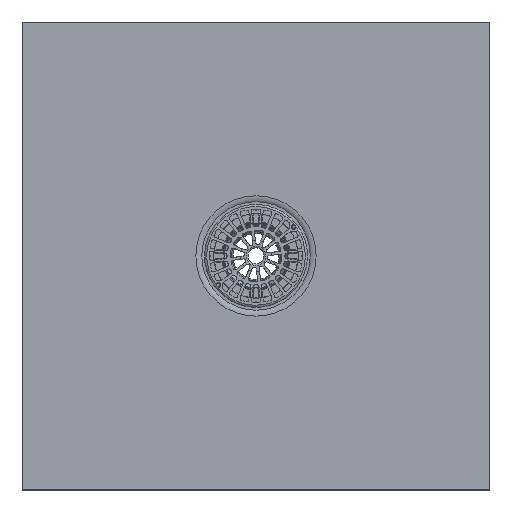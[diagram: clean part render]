
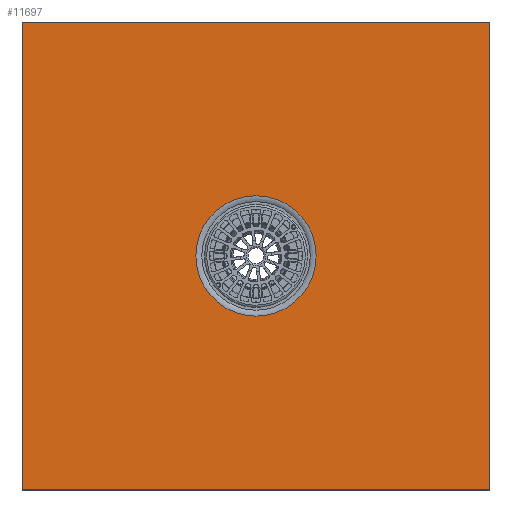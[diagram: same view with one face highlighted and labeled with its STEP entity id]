
A CAD part, top view. The second image highlights one B-rep face of the part: STEP entity #11697.
In plain terms, the highlighted planar face has unit normal (0, 0, 1).
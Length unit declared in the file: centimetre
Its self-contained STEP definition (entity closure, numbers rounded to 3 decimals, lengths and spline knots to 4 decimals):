
#432=FACE_BOUND('',#3296,.T.);
#553=PLANE('',#12790);
#919=LINE('',#20031,#1561);
#923=LINE('',#20038,#1565);
#926=LINE('',#20044,#1568);
#927=LINE('',#20046,#1569);
#1561=VECTOR('',#15137,1.);
#1565=VECTOR('',#15143,1.);
#1568=VECTOR('',#15148,1.);
#1569=VECTOR('',#15151,1.);
#2595=FACE_OUTER_BOUND('',#3295,.T.);
#3295=EDGE_LOOP('',(#8984,#8985,#8986,#8987));
#3296=EDGE_LOOP('',(#8988));
#4188=CIRCLE('',#12760,64.3137);
#5061=VERTEX_POINT('',#19982);
#5076=VERTEX_POINT('',#20028);
#5077=VERTEX_POINT('',#20030);
#5079=VERTEX_POINT('',#20036);
#5081=VERTEX_POINT('',#20042);
#6483=EDGE_CURVE('',#5061,#5061,#4188,.T.);
#6506=EDGE_CURVE('',#5076,#5077,#919,.T.);
#6510=EDGE_CURVE('',#5079,#5076,#923,.T.);
#6513=EDGE_CURVE('',#5081,#5079,#926,.T.);
#6514=EDGE_CURVE('',#5077,#5081,#927,.T.);
#8984=ORIENTED_EDGE('',*,*,#6506,.F.);
#8985=ORIENTED_EDGE('',*,*,#6510,.F.);
#8986=ORIENTED_EDGE('',*,*,#6513,.F.);
#8987=ORIENTED_EDGE('',*,*,#6514,.F.);
#8988=ORIENTED_EDGE('',*,*,#6483,.T.);
#11697=ADVANCED_FACE('',(#2595,#432),#553,.F.);
#12760=AXIS2_PLACEMENT_3D('',#19983,#15077,#15078);
#12790=AXIS2_PLACEMENT_3D('',#20045,#15149,#15150);
#15077=DIRECTION('center_axis',(0.,0.,-1.));
#15078=DIRECTION('ref_axis',(1.,0.,0.));
#15137=DIRECTION('',(0.,-1.,0.));
#15143=DIRECTION('',(1.,0.,0.));
#15148=DIRECTION('',(0.,1.,0.));
#15149=DIRECTION('center_axis',(0.,0.,-1.));
#15150=DIRECTION('ref_axis',(-1.,0.,0.));
#15151=DIRECTION('',(-1.,0.,0.));
#19982=CARTESIAN_POINT('',(978.9084,238.436,228.));
#19983=CARTESIAN_POINT('Origin',(978.9084,302.7497,228.));
#20028=CARTESIAN_POINT('',(1228.9084,552.7497,228.));
#20030=CARTESIAN_POINT('',(1228.9084,52.7497,228.));
#20031=CARTESIAN_POINT('',(1228.9084,302.7497,228.));
#20036=CARTESIAN_POINT('',(728.9084,552.7497,228.));
#20038=CARTESIAN_POINT('',(978.9084,552.7497,228.));
#20042=CARTESIAN_POINT('',(728.9084,52.7497,228.));
#20044=CARTESIAN_POINT('',(728.9084,302.7497,228.));
#20045=CARTESIAN_POINT('Origin',(978.9084,302.7497,228.));
#20046=CARTESIAN_POINT('',(978.9084,52.7497,228.));
